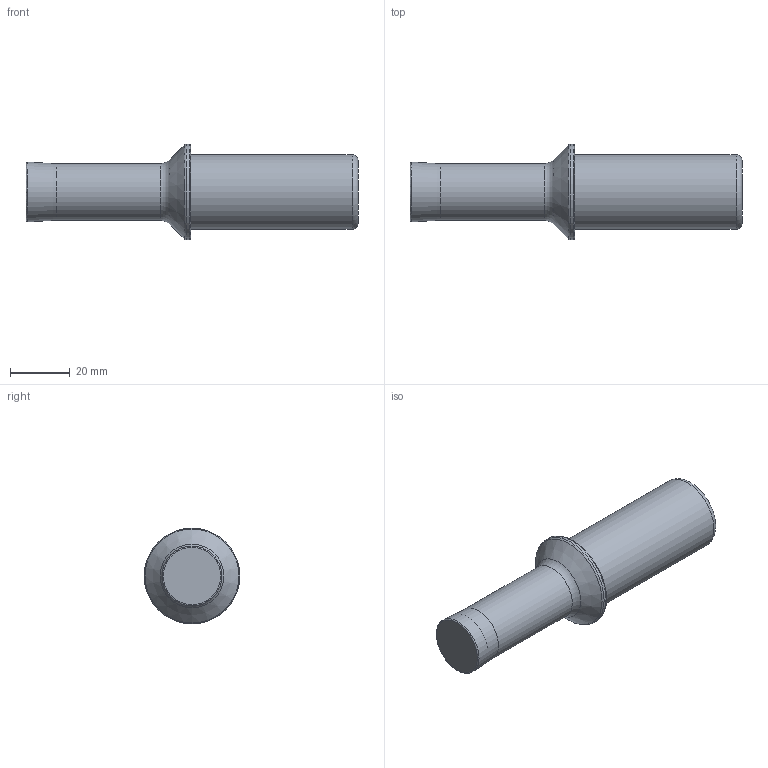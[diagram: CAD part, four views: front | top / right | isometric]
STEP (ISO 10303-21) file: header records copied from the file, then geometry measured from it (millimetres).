
FILE_DESCRIPTION(/* description */ (''),/* implementation_level */ '2;1');
FILE_NAME(/* name */ 'AEKR-D2.25X20 XC.. 10T304.stp',/* time_stamp */ '2023-10-31T01:53:21+03:00',/* author */ (''),/* organization */ (''),/* preprocessor_version */ 'ST-DEVELOPER v19.4',/* originating_system */ 'SIEMENS PLM Software NX2306.3001',/* authorisation */ '');
FILE_SCHEMA (('AUTOMOTIVE_DESIGN { 1 0 10303 214 3 1 1 1 }'));
Length unit declared in the file: millimetre
Products named in the file (1): model1
Bounding box: 111 x 32 x 32 mm (x, y, z)
Volume: 48343 mm3; surface area: 10227.5 mm2
Topology: 2 solids, 2 shells, 17 faces, 29 edges, 17 vertices
Faces by surface type: plane 5, torus 5, cylinder 3, cone 2, revolution 2
Full cylindrical faces by diameter (mm): 19 x1, 25 x1, 32 x1
Entity records: 360 total; most frequent: DIRECTION 67, CARTESIAN_POINT 50, AXIS2_PLACEMENT_3D 32, EDGE_LOOP 30, ORIENTED_EDGE 30, FACE_BOUND 26, ADVANCED_FACE 17, CIRCLE 16
